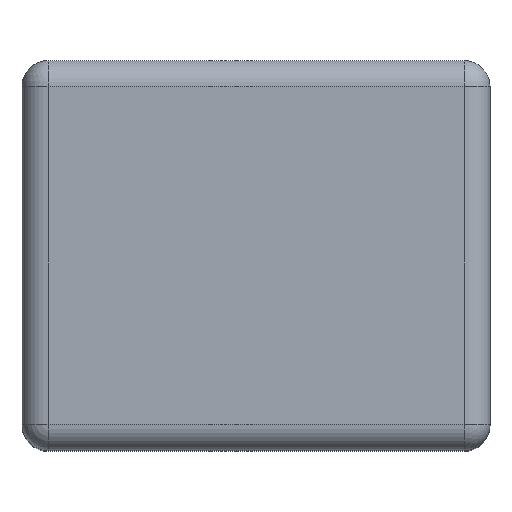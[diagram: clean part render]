
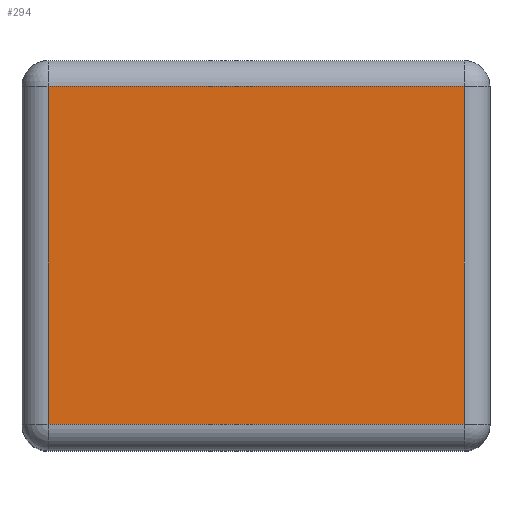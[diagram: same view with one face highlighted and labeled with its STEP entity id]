
A CAD part, top view. The second image highlights one B-rep face of the part: STEP entity #294.
In plain terms, the highlighted planar face has unit normal (0, 0, 1).
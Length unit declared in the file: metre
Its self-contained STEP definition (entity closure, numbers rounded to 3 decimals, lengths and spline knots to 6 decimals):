
#62=ORIENTED_EDGE('',*,*,#142,.T.);
#63=ORIENTED_EDGE('',*,*,#143,.T.);
#64=ORIENTED_EDGE('',*,*,#144,.T.);
#65=ORIENTED_EDGE('',*,*,#145,.T.);
#142=EDGE_CURVE('',#182,#183,#206,.F.);
#143=EDGE_CURVE('',#183,#184,#207,.F.);
#144=EDGE_CURVE('',#184,#185,#208,.T.);
#145=EDGE_CURVE('',#185,#182,#209,.T.);
#182=VERTEX_POINT('',#512);
#183=VERTEX_POINT('',#513);
#184=VERTEX_POINT('',#515);
#185=VERTEX_POINT('',#517);
#206=LINE('',#511,#226);
#207=LINE('',#514,#227);
#208=LINE('',#516,#228);
#209=LINE('',#518,#229);
#226=VECTOR('',#395,1.);
#227=VECTOR('',#396,1.);
#228=VECTOR('',#397,1.);
#229=VECTOR('',#398,1.);
#234=EDGE_LOOP('',(#62,#63,#64,#65));
#260=FACE_BOUND('',#234,.T.);
#286=PLANE('',#329);
#294=ADVANCED_FACE('',(#260),#286,.T.);
#329=AXIS2_PLACEMENT_3D('',#510,#393,#394);
#393=DIRECTION('',(0.,0.,1.));
#394=DIRECTION('',(1.,0.,0.));
#395=DIRECTION('',(1.,0.,0.));
#396=DIRECTION('',(0.,1.,0.));
#397=DIRECTION('',(1.,0.,0.));
#398=DIRECTION('',(0.,1.,0.));
#510=CARTESIAN_POINT('',(0.0045,0.00375,0.011));
#511=CARTESIAN_POINT('',(0.0045,0.007,0.011));
#512=CARTESIAN_POINT('',(0.0085,0.007,0.011));
#513=CARTESIAN_POINT('',(0.0005,0.007,0.011));
#514=CARTESIAN_POINT('',(0.0005,0.00375,0.011));
#515=CARTESIAN_POINT('',(0.0005,0.0005,0.011));
#516=CARTESIAN_POINT('',(0.009,0.0005,0.011));
#517=CARTESIAN_POINT('',(0.0085,0.0005,0.011));
#518=CARTESIAN_POINT('',(0.0085,0.0075,0.011));
